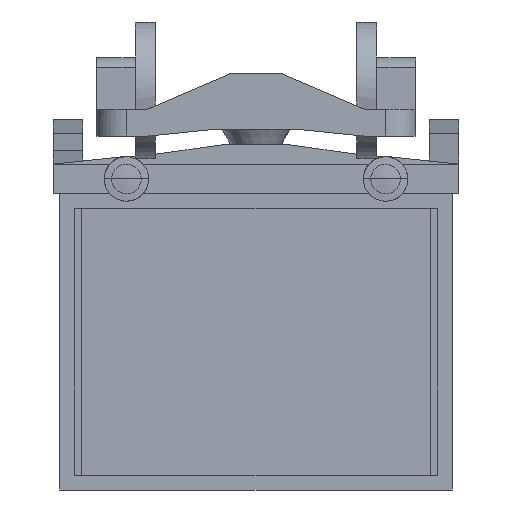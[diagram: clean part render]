
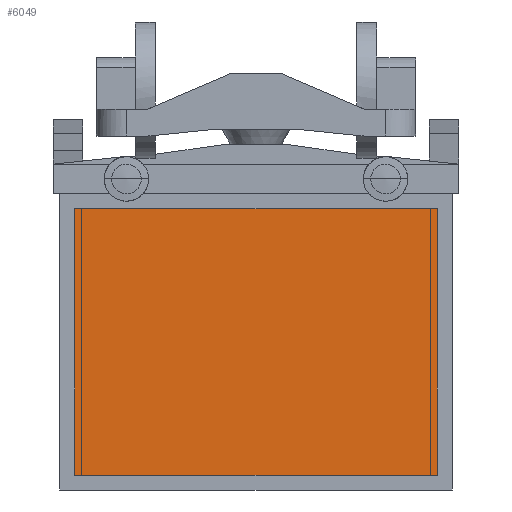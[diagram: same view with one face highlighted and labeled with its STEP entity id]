
A CAD part, left-side view. The second image highlights one B-rep face of the part: STEP entity #6049.
In plain terms, the highlighted planar face has unit normal (-1, 0, 0).
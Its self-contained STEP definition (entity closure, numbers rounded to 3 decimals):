
#669 = ORIENTED_EDGE ( 'NONE', *, *, #10180, .F. ) ;
#1470 = CARTESIAN_POINT ( 'NONE',  ( -15300., 408.333, -3060. ) ) ;
#1710 = CARTESIAN_POINT ( 'NONE',  ( -15300., -1225., -3060. ) ) ;
#1795 = CARTESIAN_POINT ( 'NONE',  ( -15300., -408.333, -1260. ) ) ;
#1864 = CARTESIAN_POINT ( 'NONE',  ( -15300., 1225., -3060. ) ) ;
#2019 = CARTESIAN_POINT ( 'NONE',  ( -15300., 0., 0. ) ) ;
#2516 = B_SPLINE_CURVE_WITH_KNOTS ( 'NONE', 3,
 ( #1710, #9731, #1470, #5261 ),
 .UNSPECIFIED., .F., .F.,
 ( 4, 4 ),
 ( 0., 1. ),
 .UNSPECIFIED. ) ;
#2598 = CARTESIAN_POINT ( 'NONE',  ( -15300., -1225., -1860. ) ) ;
#3695 = CARTESIAN_POINT ( 'NONE',  ( -15300., -1225., -3060. ) ) ;
#4018 = CARTESIAN_POINT ( 'NONE',  ( -15300., -1225., -3060. ) ) ;
#5261 = CARTESIAN_POINT ( 'NONE',  ( -15300., 1225., -3060. ) ) ;
#5477 = CARTESIAN_POINT ( 'NONE',  ( -15300., 1225., -2460. ) ) ;
#6049 = ADVANCED_FACE ( 'NONE', ( #7435 ), #8586, .T. ) ;
#6480 = ORIENTED_EDGE ( 'NONE', *, *, #10207, .F. ) ;
#6638 = CARTESIAN_POINT ( 'NONE',  ( -15300., 1225., -1260. ) ) ;
#6721 = CARTESIAN_POINT ( 'NONE',  ( -15300., -1225., -1260. ) ) ;
#7036 = VERTEX_POINT ( 'NONE', #7380 ) ;
#7345 = VERTEX_POINT ( 'NONE', #4018 ) ;
#7380 = CARTESIAN_POINT ( 'NONE',  ( -15300., 1225., -3060. ) ) ;
#7435 = FACE_OUTER_BOUND ( 'NONE', #10842, .T. ) ;
#8096 = VERTEX_POINT ( 'NONE', #11945 ) ;
#8586 = PLANE ( 'NONE',  #12727 ) ;
#8801 = CARTESIAN_POINT ( 'NONE',  ( -15300., 1225., -1860. ) ) ;
#9045 = EDGE_CURVE ( 'NONE', #7036, #8096, #10663, .T. ) ;
#9701 = EDGE_CURVE ( 'NONE', #7345, #12640, #11576, .T. ) ;
#9731 = CARTESIAN_POINT ( 'NONE',  ( -15300., -408.333, -3060. ) ) ;
#10180 = EDGE_CURVE ( 'NONE', #7345, #7036, #2516, .T. ) ;
#10191 = CARTESIAN_POINT ( 'NONE',  ( -15300., 1225., -1260. ) ) ;
#10207 = EDGE_CURVE ( 'NONE', #8096, #12640, #11549, .T. ) ;
#10663 = B_SPLINE_CURVE_WITH_KNOTS ( 'NONE', 3,
 ( #1864, #5477, #8801, #6638 ),
 .UNSPECIFIED., .F., .F.,
 ( 4, 4 ),
 ( 0., 1. ),
 .UNSPECIFIED. ) ;
#10728 = CARTESIAN_POINT ( 'NONE',  ( -15300., -1225., -2460. ) ) ;
#10801 = CARTESIAN_POINT ( 'NONE',  ( -15300., -1225., -1260. ) ) ;
#10842 = EDGE_LOOP ( 'NONE', ( #6480, #11495, #669, #11798 ) ) ;
#11495 = ORIENTED_EDGE ( 'NONE', *, *, #9045, .F. ) ;
#11549 = B_SPLINE_CURVE_WITH_KNOTS ( 'NONE', 3,
 ( #10191, #13819, #1795, #6721 ),
 .UNSPECIFIED., .F., .F.,
 ( 4, 4 ),
 ( 0., 1. ),
 .UNSPECIFIED. ) ;
#11576 = B_SPLINE_CURVE_WITH_KNOTS ( 'NONE', 3,
 ( #3695, #10728, #2598, #10801 ),
 .UNSPECIFIED., .F., .F.,
 ( 4, 4 ),
 ( 0., 1. ),
 .UNSPECIFIED. ) ;
#11798 = ORIENTED_EDGE ( 'NONE', *, *, #9701, .T. ) ;
#11945 = CARTESIAN_POINT ( 'NONE',  ( -15300., 1225., -1260. ) ) ;
#12640 = VERTEX_POINT ( 'NONE', #13110 ) ;
#12727 = AXIS2_PLACEMENT_3D ( 'NONE', #2019, #13746, #13591 ) ;
#13110 = CARTESIAN_POINT ( 'NONE',  ( -15300., -1225., -1260. ) ) ;
#13591 = DIRECTION ( 'NONE',  ( 0., 0., -1. ) ) ;
#13746 = DIRECTION ( 'NONE',  ( -1., 0., 0. ) ) ;
#13819 = CARTESIAN_POINT ( 'NONE',  ( -15300., 408.333, -1260. ) ) ;
